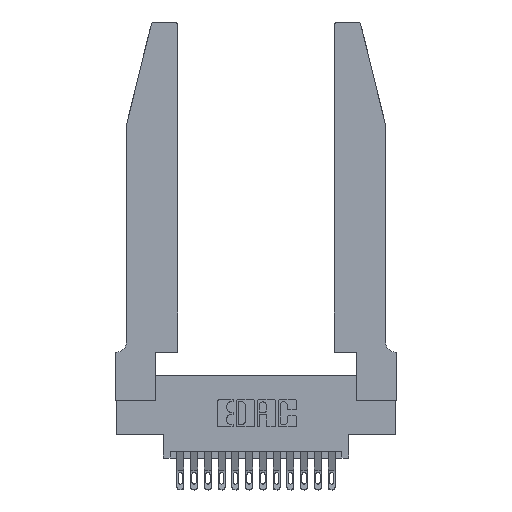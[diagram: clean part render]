
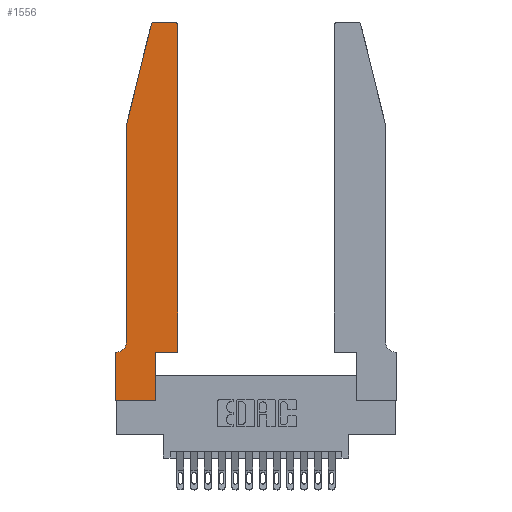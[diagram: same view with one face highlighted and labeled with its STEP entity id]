
A CAD part, top view. The second image highlights one B-rep face of the part: STEP entity #1556.
In plain terms, the highlighted planar face has unit normal (0, 0, 1).
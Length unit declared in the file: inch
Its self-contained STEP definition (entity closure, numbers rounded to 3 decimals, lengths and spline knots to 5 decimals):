
#168 = EDGE_CURVE ( 'NONE', #9102, #2626, #7133, .T. ) ;
#281 = ORIENTED_EDGE ( 'NONE', *, *, #4769, .T. ) ;
#550 = CARTESIAN_POINT ( 'NONE',  ( 0., 0., 0.37 ) ) ;
#603 = DIRECTION ( 'NONE',  ( 0., 1., 0. ) ) ;
#630 = DIRECTION ( 'NONE',  ( 1., 0., 0. ) ) ;
#669 = ORIENTED_EDGE ( 'NONE', *, *, #9713, .T. ) ;
#788 = ORIENTED_EDGE ( 'NONE', *, *, #12404, .T. ) ;
#1345 = LINE ( 'NONE', #17238, #17621 ) ;
#1525 = CIRCLE ( 'NONE', #8807, 0.03 ) ;
#1556 = ADVANCED_FACE ( 'NONE', ( #17044 ), #12353, .T. ) ;
#1589 = CARTESIAN_POINT ( 'NONE',  ( 0.0055, 0.42, 0.37 ) ) ;
#1834 = VERTEX_POINT ( 'NONE', #14126 ) ;
#2065 = DIRECTION ( 'NONE',  ( 1., 0., 0. ) ) ;
#2138 = CARTESIAN_POINT ( 'NONE',  ( 0.4205, 2.75, 0.37 ) ) ;
#2626 = VERTEX_POINT ( 'NONE', #16940 ) ;
#3104 = CARTESIAN_POINT ( 'NONE',  ( 0., 0., 0.37 ) ) ;
#3227 = CARTESIAN_POINT ( 'NONE',  ( 0.4205, 2.72, 0.37 ) ) ;
#3307 = VECTOR ( 'NONE', #603, 39.37008 ) ;
#3410 = ORIENTED_EDGE ( 'NONE', *, *, #9656, .T. ) ;
#3765 = DIRECTION ( 'NONE',  ( 0., -1., 0. ) ) ;
#4147 = CARTESIAN_POINT ( 'NONE',  ( 0.4505, 0.35, 0.37 ) ) ;
#4216 = DIRECTION ( 'NONE',  ( 1., 0., 0. ) ) ;
#4701 = DIRECTION ( 'NONE',  ( 0., 0., -1. ) ) ;
#4769 = EDGE_CURVE ( 'NONE', #17486, #17692, #17906, .T. ) ;
#4956 = EDGE_CURVE ( 'NONE', #8995, #1834, #5257, .T. ) ;
#5257 = LINE ( 'NONE', #4147, #12267 ) ;
#5409 = ORIENTED_EDGE ( 'NONE', *, *, #15711, .T. ) ;
#6049 = CARTESIAN_POINT ( 'NONE',  ( 0.0055, 0.35, 0.37 ) ) ;
#6050 = VERTEX_POINT ( 'NONE', #15681 ) ;
#6123 = DIRECTION ( 'NONE',  ( 0., 0., 1. ) ) ;
#6304 = DIRECTION ( 'NONE',  ( 0., 0., 1. ) ) ;
#6507 = VERTEX_POINT ( 'NONE', #15187 ) ;
#6728 = CARTESIAN_POINT ( 'NONE',  ( 0.2865, 0., 0.37 ) ) ;
#6920 = VECTOR ( 'NONE', #9677, 39.37008 ) ;
#6980 = VERTEX_POINT ( 'NONE', #6049 ) ;
#7133 = LINE ( 'NONE', #8205, #6920 ) ;
#7435 = DIRECTION ( 'NONE',  ( 1., 0., 0. ) ) ;
#7633 = CARTESIAN_POINT ( 'NONE',  ( 0.4505, 0.35, 0.37 ) ) ;
#7957 = ORIENTED_EDGE ( 'NONE', *, *, #15432, .T. ) ;
#8006 = VECTOR ( 'NONE', #3765, 39.37008 ) ;
#8037 = CARTESIAN_POINT ( 'NONE',  ( 0.0755, 2., 0.37 ) ) ;
#8205 = CARTESIAN_POINT ( 'NONE',  ( 0.2605, 2.75, 0.37 ) ) ;
#8695 = DIRECTION ( 'NONE',  ( -0.239, -0.971, 0. ) ) ;
#8807 = AXIS2_PLACEMENT_3D ( 'NONE', #3227, #6123, #7435 ) ;
#8995 = VERTEX_POINT ( 'NONE', #7633 ) ;
#9083 = DIRECTION ( 'NONE',  ( -1., 0., 0. ) ) ;
#9102 = VERTEX_POINT ( 'NONE', #2138 ) ;
#9370 = LINE ( 'NONE', #8037, #8006 ) ;
#9631 = LINE ( 'NONE', #550, #11439 ) ;
#9634 = CIRCLE ( 'NONE', #14696, 0.07 ) ;
#9656 = EDGE_CURVE ( 'NONE', #2626, #13238, #11240, .T. ) ;
#9677 = DIRECTION ( 'NONE',  ( -1., 0., 0. ) ) ;
#9713 = EDGE_CURVE ( 'NONE', #1834, #9102, #1525, .T. ) ;
#10041 = DIRECTION ( 'NONE',  ( 0., 1., 0. ) ) ;
#10377 = VECTOR ( 'NONE', #630, 39.37008 ) ;
#10809 = LINE ( 'NONE', #10937, #10377 ) ;
#10937 = CARTESIAN_POINT ( 'NONE',  ( 0.4505, 0.35, 0.37 ) ) ;
#10989 = LINE ( 'NONE', #18206, #3307 ) ;
#11228 = ORIENTED_EDGE ( 'NONE', *, *, #168, .T. ) ;
#11240 = CIRCLE ( 'NONE', #14587, 0.03 ) ;
#11439 = VECTOR ( 'NONE', #14880, 39.37008 ) ;
#11980 = ORIENTED_EDGE ( 'NONE', *, *, #12942, .T. ) ;
#12267 = VECTOR ( 'NONE', #10041, 39.37008 ) ;
#12353 = PLANE ( 'NONE',  #14259 ) ;
#12404 = EDGE_CURVE ( 'NONE', #6980, #6507, #1345, .T. ) ;
#12515 = EDGE_LOOP ( 'NONE', ( #11228, #3410, #15803, #13283, #7957, #788, #14310, #281, #5409, #11980, #14017, #669 ) ) ;
#12518 = VECTOR ( 'NONE', #8695, 39.37008 ) ;
#12909 = CARTESIAN_POINT ( 'NONE',  ( 0.2865, 0.35, 0.37 ) ) ;
#12942 = EDGE_CURVE ( 'NONE', #14693, #8995, #10809, .T. ) ;
#12976 = LINE ( 'NONE', #17326, #12518 ) ;
#13008 = DIRECTION ( 'NONE',  ( 0., 0., 1. ) ) ;
#13238 = VERTEX_POINT ( 'NONE', #16488 ) ;
#13283 = ORIENTED_EDGE ( 'NONE', *, *, #15984, .T. ) ;
#14017 = ORIENTED_EDGE ( 'NONE', *, *, #4956, .T. ) ;
#14126 = CARTESIAN_POINT ( 'NONE',  ( 0.4505, 2.72, 0.37 ) ) ;
#14259 = AXIS2_PLACEMENT_3D ( 'NONE', #15117, #6304, #2065 ) ;
#14281 = VERTEX_POINT ( 'NONE', #16380 ) ;
#14310 = ORIENTED_EDGE ( 'NONE', *, *, #17022, .T. ) ;
#14373 = CARTESIAN_POINT ( 'NONE',  ( 0.284, 2.72, 0.37 ) ) ;
#14587 = AXIS2_PLACEMENT_3D ( 'NONE', #14373, #13008, #4216 ) ;
#14693 = VERTEX_POINT ( 'NONE', #12909 ) ;
#14696 = AXIS2_PLACEMENT_3D ( 'NONE', #1589, #4701, #17894 ) ;
#14880 = DIRECTION ( 'NONE',  ( 0., -1., 0. ) ) ;
#15117 = CARTESIAN_POINT ( 'NONE',  ( 0., 0.35, 0.37 ) ) ;
#15187 = CARTESIAN_POINT ( 'NONE',  ( 0., 0.35, 0.37 ) ) ;
#15432 = EDGE_CURVE ( 'NONE', #6050, #6980, #9634, .T. ) ;
#15681 = CARTESIAN_POINT ( 'NONE',  ( 0.0755, 0.42, 0.37 ) ) ;
#15711 = EDGE_CURVE ( 'NONE', #17692, #14693, #10989, .T. ) ;
#15803 = ORIENTED_EDGE ( 'NONE', *, *, #17999, .T. ) ;
#15948 = CARTESIAN_POINT ( 'NONE',  ( 0., 0., 0.37 ) ) ;
#15984 = EDGE_CURVE ( 'NONE', #14281, #6050, #9370, .T. ) ;
#16380 = CARTESIAN_POINT ( 'NONE',  ( 0.0755, 2., 0.37 ) ) ;
#16488 = CARTESIAN_POINT ( 'NONE',  ( 0.25487, 2.72718, 0.37 ) ) ;
#16562 = VECTOR ( 'NONE', #17138, 39.37008 ) ;
#16940 = CARTESIAN_POINT ( 'NONE',  ( 0.284, 2.75, 0.37 ) ) ;
#17022 = EDGE_CURVE ( 'NONE', #6507, #17486, #9631, .T. ) ;
#17044 = FACE_OUTER_BOUND ( 'NONE', #12515, .T. ) ;
#17138 = DIRECTION ( 'NONE',  ( 1., 0., 0. ) ) ;
#17238 = CARTESIAN_POINT ( 'NONE',  ( 0.0755, 0.35, 0.37 ) ) ;
#17326 = CARTESIAN_POINT ( 'NONE',  ( 0.0755, 2., 0.37 ) ) ;
#17486 = VERTEX_POINT ( 'NONE', #3104 ) ;
#17621 = VECTOR ( 'NONE', #9083, 39.37008 ) ;
#17692 = VERTEX_POINT ( 'NONE', #6728 ) ;
#17894 = DIRECTION ( 'NONE',  ( -1., 0., 0. ) ) ;
#17906 = LINE ( 'NONE', #15948, #16562 ) ;
#17999 = EDGE_CURVE ( 'NONE', #13238, #14281, #12976, .T. ) ;
#18206 = CARTESIAN_POINT ( 'NONE',  ( 0.2865, 0.35, 0.37 ) ) ;
